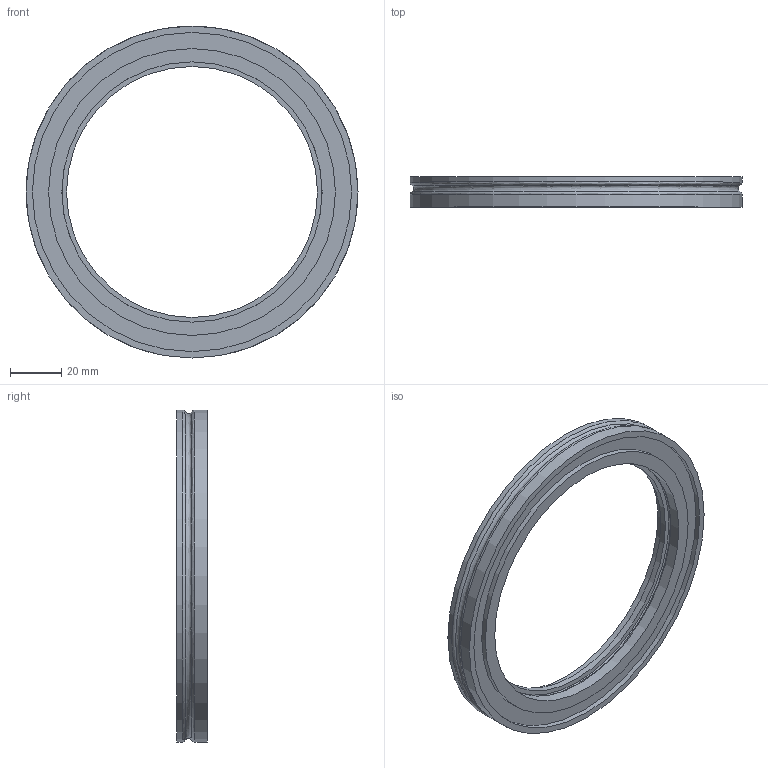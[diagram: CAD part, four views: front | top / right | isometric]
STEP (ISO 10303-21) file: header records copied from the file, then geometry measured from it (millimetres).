
FILE_DESCRIPTION (( 'STEP AP214' ), '1' );
FILE_NAME ('BS1ISOK100102 FULLVAC.STEP', '2019-11-15T09:46:21', ( '' ), ( '' ), 'SwSTEP 2.0', 'SolidWorks 2017', '' );
FILE_SCHEMA (( 'AUTOMOTIVE_DESIGN' ));
Length unit declared in the file: millimetre
Products named in the file (1): BS1ISOK100102 FULLVAC
Bounding box: 130 x 11.9 x 130 mm (x, y, z)
Volume: 55463.4 mm3; surface area: 22072.8 mm2
Topology: 1 solids, 1 shells, 18 faces, 34 edges, 22 vertices
Faces by surface type: cylinder 7, plane 6, bspline 4, cone 1
Full cylindrical faces by diameter (mm): 98.3 x1, 101.9 x1, 102.7 x1, 112.3 x1, 125 x1, 130 x2
Entity records: 496 total; most frequent: CARTESIAN_POINT 169, DIRECTION 64, EDGE_LOOP 36, ORIENTED_EDGE 36, AXIS2_PLACEMENT_3D 32, FACE_OUTER_BOUND 29, VERTEX_POINT 18, ADVANCED_FACE 18
